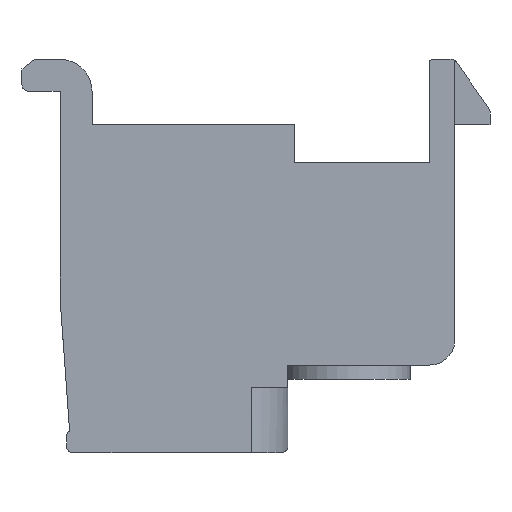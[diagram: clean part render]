
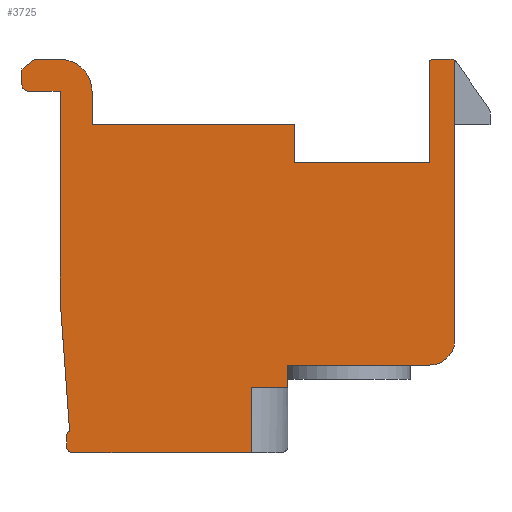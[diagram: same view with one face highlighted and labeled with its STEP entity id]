
A CAD part, front view. The second image highlights one B-rep face of the part: STEP entity #3725.
In plain terms, the highlighted planar face has unit normal (0, -1, 0).
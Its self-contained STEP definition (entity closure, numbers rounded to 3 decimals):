
#1=CARTESIAN_POINT('',(5.45,0.,-2.625));
#2=DIRECTION('',(0.,1.,0.));
#3=DIRECTION('',(1.,0.,0.));
#4=AXIS2_PLACEMENT_3D('',#1,#2,#3);
#6=DIRECTION('',(-1.,0.,0.));
#7=VECTOR('',#6,4.45);
#8=CARTESIAN_POINT('',(5.45,0.,-3.425));
#9=LINE('',#8,#7);
#10=DIRECTION('',(0.,0.,-1.));
#11=VECTOR('',#10,0.7);
#12=CARTESIAN_POINT('',(1.,0.,-3.425));
#13=LINE('',#12,#11);
#14=DIRECTION('',(1.,0.,0.));
#15=VECTOR('',#14,1.15);
#16=CARTESIAN_POINT('',(-0.15,0.,-4.125));
#17=LINE('',#16,#15);
#18=DIRECTION('',(0.,0.,1.));
#19=VECTOR('',#18,2.05);
#20=CARTESIAN_POINT('',(-0.15,0.,-6.175));
#21=LINE('',#20,#19);
#22=DIRECTION('',(-1.,0.,0.));
#23=VECTOR('',#22,5.6);
#24=CARTESIAN_POINT('',(-0.15,0.,-6.175));
#25=LINE('',#24,#23);
#26=CARTESIAN_POINT('',(-5.75,0.,-5.975));
#27=DIRECTION('',(0.,1.,0.));
#28=DIRECTION('',(0.,0.,-1.));
#29=AXIS2_PLACEMENT_3D('',#26,#27,#28);
#31=DIRECTION('',(0.,0.,1.));
#32=VECTOR('',#31,0.3);
#33=CARTESIAN_POINT('',(-5.95,0.,-5.975));
#34=LINE('',#33,#32);
#35=CARTESIAN_POINT('',(-5.75,0.,-5.675));
#36=DIRECTION('',(0.,1.,0.));
#37=DIRECTION('',(-1.,0.,0.));
#38=AXIS2_PLACEMENT_3D('',#35,#36,#37);
#40=DIRECTION('',(-0.072,0.,0.997));
#41=VECTOR('',#40,4.13);
#42=CARTESIAN_POINT('',(-5.854,0.,-5.504));
#43=LINE('',#42,#41);
#44=DIRECTION('',(0.,0.,1.));
#45=VECTOR('',#44,6.56);
#46=CARTESIAN_POINT('',(-6.15,0.,-1.385));
#47=LINE('',#46,#45);
#48=DIRECTION('',(-1.,0.,0.));
#49=VECTOR('',#48,1.);
#50=CARTESIAN_POINT('',(-6.15,0.,5.175));
#51=LINE('',#50,#49);
#52=CARTESIAN_POINT('',(-7.15,0.,5.375));
#53=DIRECTION('',(0.,1.,0.));
#54=DIRECTION('',(0.,0.,-1.));
#55=AXIS2_PLACEMENT_3D('',#52,#53,#54);
#57=DIRECTION('',(0.,0.,1.));
#58=VECTOR('',#57,0.5);
#59=CARTESIAN_POINT('',(-7.35,0.,5.375));
#60=LINE('',#59,#58);
#61=DIRECTION('',(0.785,0.,0.619));
#62=VECTOR('',#61,0.485);
#63=CARTESIAN_POINT('',(-7.35,0.,5.875));
#64=LINE('',#63,#62);
#65=DIRECTION('',(1.,0.,0.));
#66=VECTOR('',#65,0.819);
#67=CARTESIAN_POINT('',(-6.969,0.,6.175));
#68=LINE('',#67,#66);
#69=CARTESIAN_POINT('',(-6.15,0.,5.175));
#70=DIRECTION('',(0.,1.,0.));
#71=DIRECTION('',(0.,0.,1.));
#72=AXIS2_PLACEMENT_3D('',#69,#70,#71);
#74=DIRECTION('',(0.,0.,-1.));
#75=VECTOR('',#74,1.05);
#76=CARTESIAN_POINT('',(-5.15,0.,5.175));
#77=LINE('',#76,#75);
#78=DIRECTION('',(1.,0.,0.));
#79=VECTOR('',#78,6.35);
#80=CARTESIAN_POINT('',(-5.15,0.,4.125));
#81=LINE('',#80,#79);
#82=DIRECTION('',(0.,0.,-1.));
#83=VECTOR('',#82,1.2);
#84=CARTESIAN_POINT('',(1.2,0.,4.125));
#85=LINE('',#84,#83);
#86=DIRECTION('',(1.,0.,0.));
#87=VECTOR('',#86,4.25);
#88=CARTESIAN_POINT('',(1.2,0.,2.925));
#89=LINE('',#88,#87);
#90=DIRECTION('',(0.,0.,1.));
#91=VECTOR('',#90,3.213);
#92=CARTESIAN_POINT('',(5.45,0.,2.925));
#93=LINE('',#92,#91);
#94=CARTESIAN_POINT('',(5.565,0.,5.975));
#95=DIRECTION('',(0.,1.,0.));
#96=DIRECTION('',(-0.577,0.,0.816));
#97=AXIS2_PLACEMENT_3D('',#94,#95,#96);
#99=DIRECTION('',(1.,0.,0.));
#100=VECTOR('',#99,0.626);
#101=CARTESIAN_POINT('',(5.565,0.,6.175));
#102=LINE('',#101,#100);
#103=CARTESIAN_POINT('',(6.127,0.,5.986));
#104=DIRECTION('',(0.,1.,0.));
#105=DIRECTION('',(0.32,0.,0.947));
#106=AXIS2_PLACEMENT_3D('',#103,#104,#105);
#116=DIRECTION('',(0.,0.,1.));
#117=VECTOR('',#116,8.768);
#118=CARTESIAN_POINT('',(6.25,0.,-2.625));
#119=LINE('',#118,#117);
#2821=CARTESIAN_POINT('',(6.25,0.,-2.625));
#2822=CARTESIAN_POINT('',(5.45,0.,-3.425));
#2823=VERTEX_POINT('',#2821);
#2824=VERTEX_POINT('',#2822);
#2825=CARTESIAN_POINT('',(1.,0.,-3.425));
#2826=VERTEX_POINT('',#2825);
#2827=CARTESIAN_POINT('',(-5.75,0.,-6.175));
#2828=CARTESIAN_POINT('',(-5.95,0.,-5.975));
#2829=VERTEX_POINT('',#2827);
#2830=VERTEX_POINT('',#2828);
#2831=CARTESIAN_POINT('',(-5.95,0.,-5.675));
#2832=VERTEX_POINT('',#2831);
#2833=CARTESIAN_POINT('',(-5.854,0.,-5.504));
#2834=VERTEX_POINT('',#2833);
#2835=CARTESIAN_POINT('',(-6.15,0.,-1.385));
#2836=VERTEX_POINT('',#2835);
#2837=CARTESIAN_POINT('',(-6.15,0.,5.175));
#2838=VERTEX_POINT('',#2837);
#2839=CARTESIAN_POINT('',(-7.15,0.,5.175));
#2840=VERTEX_POINT('',#2839);
#2841=CARTESIAN_POINT('',(-7.35,0.,5.375));
#2842=VERTEX_POINT('',#2841);
#2843=CARTESIAN_POINT('',(-7.35,0.,5.875));
#2844=VERTEX_POINT('',#2843);
#2845=CARTESIAN_POINT('',(-6.969,0.,6.175));
#2846=VERTEX_POINT('',#2845);
#2847=CARTESIAN_POINT('',(-6.15,0.,6.175));
#2848=VERTEX_POINT('',#2847);
#2849=CARTESIAN_POINT('',(-5.15,0.,5.175));
#2850=VERTEX_POINT('',#2849);
#2851=CARTESIAN_POINT('',(-5.15,0.,4.125));
#2852=VERTEX_POINT('',#2851);
#2853=CARTESIAN_POINT('',(1.2,0.,4.125));
#2854=VERTEX_POINT('',#2853);
#2855=CARTESIAN_POINT('',(1.2,0.,2.925));
#2856=VERTEX_POINT('',#2855);
#2857=CARTESIAN_POINT('',(5.45,0.,2.925));
#2858=VERTEX_POINT('',#2857);
#2859=CARTESIAN_POINT('',(5.45,0.,6.138));
#2860=VERTEX_POINT('',#2859);
#2861=CARTESIAN_POINT('',(5.565,0.,6.175));
#2862=VERTEX_POINT('',#2861);
#2863=CARTESIAN_POINT('',(6.191,0.,6.175));
#2864=VERTEX_POINT('',#2863);
#3465=CARTESIAN_POINT('',(-0.15,0.,-6.175));
#3466=CARTESIAN_POINT('',(-0.15,0.,-4.125));
#3467=VERTEX_POINT('',#3465);
#3468=VERTEX_POINT('',#3466);
#3469=CARTESIAN_POINT('',(1.,0.,-4.125));
#3470=VERTEX_POINT('',#3469);
#3489=CARTESIAN_POINT('',(6.25,0.,6.143));
#3491=VERTEX_POINT('',#3489);
#3666=CARTESIAN_POINT('',(0.,0.,0.));
#3667=DIRECTION('',(0.,1.,0.));
#3668=DIRECTION('',(1.,0.,0.));
#3669=AXIS2_PLACEMENT_3D('',#3666,#3667,#3668);
#3670=PLANE('',#3669);
#3672=ORIENTED_EDGE('',*,*,#3671,.F.);
#3674=ORIENTED_EDGE('',*,*,#3673,.T.);
#3676=ORIENTED_EDGE('',*,*,#3675,.T.);
#3678=ORIENTED_EDGE('',*,*,#3677,.T.);
#3680=ORIENTED_EDGE('',*,*,#3679,.F.);
#3682=ORIENTED_EDGE('',*,*,#3681,.F.);
#3684=ORIENTED_EDGE('',*,*,#3683,.T.);
#3686=ORIENTED_EDGE('',*,*,#3685,.T.);
#3688=ORIENTED_EDGE('',*,*,#3687,.T.);
#3690=ORIENTED_EDGE('',*,*,#3689,.T.);
#3692=ORIENTED_EDGE('',*,*,#3691,.T.);
#3694=ORIENTED_EDGE('',*,*,#3693,.T.);
#3696=ORIENTED_EDGE('',*,*,#3695,.T.);
#3698=ORIENTED_EDGE('',*,*,#3697,.T.);
#3700=ORIENTED_EDGE('',*,*,#3699,.T.);
#3702=ORIENTED_EDGE('',*,*,#3701,.T.);
#3704=ORIENTED_EDGE('',*,*,#3703,.T.);
#3706=ORIENTED_EDGE('',*,*,#3705,.T.);
#3708=ORIENTED_EDGE('',*,*,#3707,.T.);
#3710=ORIENTED_EDGE('',*,*,#3709,.T.);
#3712=ORIENTED_EDGE('',*,*,#3711,.T.);
#3714=ORIENTED_EDGE('',*,*,#3713,.T.);
#3716=ORIENTED_EDGE('',*,*,#3715,.T.);
#3718=ORIENTED_EDGE('',*,*,#3717,.T.);
#3720=ORIENTED_EDGE('',*,*,#3719,.T.);
#3722=ORIENTED_EDGE('',*,*,#3721,.T.);
#3723=EDGE_LOOP('',(#3672,#3674,#3676,#3678,#3680,#3682,#3684,#3686,#3688,#3690,
#3692,#3694,#3696,#3698,#3700,#3702,#3704,#3706,#3708,#3710,#3712,#3714,#3716,
#3718,#3720,#3722));
#3724=FACE_OUTER_BOUND('',#3723,.F.);
#3725=ADVANCED_FACE('',(#3724),#3670,.F.);
#5=CIRCLE('',#4,0.8);
#30=CIRCLE('',#29,0.2);
#39=CIRCLE('',#38,0.2);
#56=CIRCLE('',#55,0.2);
#73=CIRCLE('',#72,1.);
#98=CIRCLE('',#97,0.2);
#107=CIRCLE('',#106,0.2);
#3671=EDGE_CURVE('',#2823,#3491,#119,.T.);
#3673=EDGE_CURVE('',#2823,#2824,#5,.T.);
#3675=EDGE_CURVE('',#2824,#2826,#9,.T.);
#3677=EDGE_CURVE('',#2826,#3470,#13,.T.);
#3679=EDGE_CURVE('',#3468,#3470,#17,.T.);
#3681=EDGE_CURVE('',#3467,#3468,#21,.T.);
#3683=EDGE_CURVE('',#3467,#2829,#25,.T.);
#3685=EDGE_CURVE('',#2829,#2830,#30,.T.);
#3687=EDGE_CURVE('',#2830,#2832,#34,.T.);
#3689=EDGE_CURVE('',#2832,#2834,#39,.T.);
#3691=EDGE_CURVE('',#2834,#2836,#43,.T.);
#3693=EDGE_CURVE('',#2836,#2838,#47,.T.);
#3695=EDGE_CURVE('',#2838,#2840,#51,.T.);
#3697=EDGE_CURVE('',#2840,#2842,#56,.T.);
#3699=EDGE_CURVE('',#2842,#2844,#60,.T.);
#3701=EDGE_CURVE('',#2844,#2846,#64,.T.);
#3703=EDGE_CURVE('',#2846,#2848,#68,.T.);
#3705=EDGE_CURVE('',#2848,#2850,#73,.T.);
#3707=EDGE_CURVE('',#2850,#2852,#77,.T.);
#3709=EDGE_CURVE('',#2852,#2854,#81,.T.);
#3711=EDGE_CURVE('',#2854,#2856,#85,.T.);
#3713=EDGE_CURVE('',#2856,#2858,#89,.T.);
#3715=EDGE_CURVE('',#2858,#2860,#93,.T.);
#3717=EDGE_CURVE('',#2860,#2862,#98,.T.);
#3719=EDGE_CURVE('',#2862,#2864,#102,.T.);
#3721=EDGE_CURVE('',#2864,#3491,#107,.T.);
